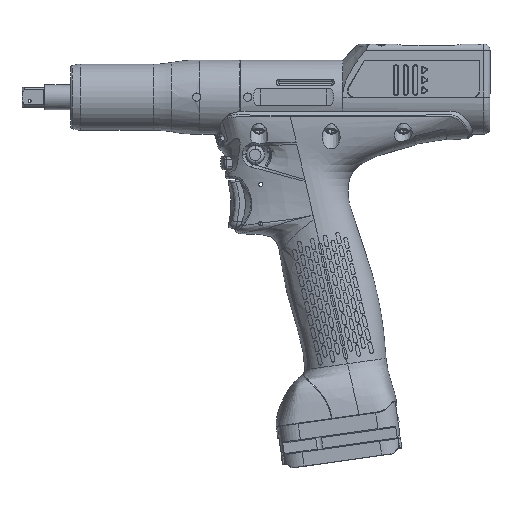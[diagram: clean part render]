
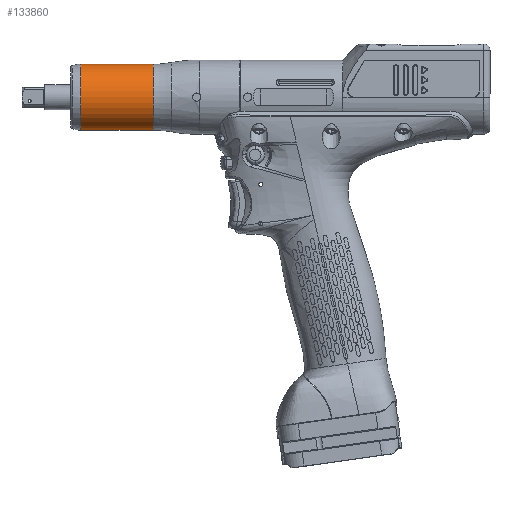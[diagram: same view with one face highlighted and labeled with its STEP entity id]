
A CAD part, top view. The second image highlights one B-rep face of the part: STEP entity #133860.
In plain terms, the highlighted cylindrical face has radius 16 mm (diameter 32 mm), a partial arc.
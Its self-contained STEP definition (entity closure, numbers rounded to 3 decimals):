
#46969=CARTESIAN_POINT('',(-59.371,0.,0.));
#46970=DIRECTION('',(1.,0.,0.));
#46971=DIRECTION('',(0.,1.,0.));
#46972=AXIS2_PLACEMENT_3D('',#46969,#46970,#46971);
#46974=DIRECTION('',(-1.,0.,0.));
#46975=VECTOR('',#46974,35.029);
#46976=CARTESIAN_POINT('',(-59.371,16.,0.));
#46977=LINE('',#46976,#46975);
#46978=DIRECTION('',(-1.,0.,0.));
#46979=VECTOR('',#46978,35.029);
#46980=CARTESIAN_POINT('',(-59.371,-16.,0.));
#46981=LINE('',#46980,#46979);
#47002=CARTESIAN_POINT('',(-94.4,0.,0.));
#47003=DIRECTION('',(1.,0.,0.));
#47004=DIRECTION('',(0.,1.,0.));
#47005=AXIS2_PLACEMENT_3D('',#47002,#47003,#47004);
#78939=CARTESIAN_POINT('',(-59.371,16.,0.));
#78940=CARTESIAN_POINT('',(-94.4,16.,0.));
#78941=VERTEX_POINT('',#78939);
#78942=VERTEX_POINT('',#78940);
#78953=CARTESIAN_POINT('',(-59.371,-16.,0.));
#78954=CARTESIAN_POINT('',(-94.4,-16.,0.));
#78955=VERTEX_POINT('',#78953);
#78956=VERTEX_POINT('',#78954);
#133846=CARTESIAN_POINT('',(-103.515,0.,0.));
#133847=DIRECTION('',(1.,0.,0.));
#133848=DIRECTION('',(0.,-1.,0.));
#133849=AXIS2_PLACEMENT_3D('',#133846,#133847,#133848);
#133850=CYLINDRICAL_SURFACE('',#133849,16.);
#133852=ORIENTED_EDGE('',*,*,#133851,.F.);
#133853=ORIENTED_EDGE('',*,*,#133834,.T.);
#133855=ORIENTED_EDGE('',*,*,#133854,.T.);
#133857=ORIENTED_EDGE('',*,*,#133856,.F.);
#133858=EDGE_LOOP('',(#133852,#133853,#133855,#133857));
#133859=FACE_OUTER_BOUND('',#133858,.F.);
#46973=CIRCLE('',#46972,16.);
#47006=CIRCLE('',#47005,16.);
#133834=EDGE_CURVE('',#78941,#78955,#46973,.T.);
#133851=EDGE_CURVE('',#78941,#78942,#46977,.T.);
#133854=EDGE_CURVE('',#78955,#78956,#46981,.T.);
#133856=EDGE_CURVE('',#78942,#78956,#47006,.T.);
#133860=ADVANCED_FACE('',(#133859),#133850,.T.);
